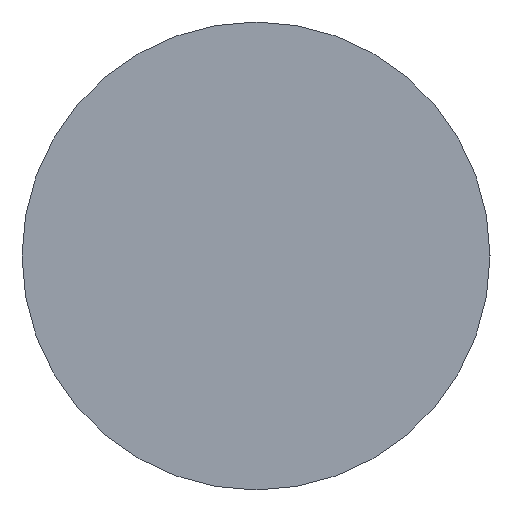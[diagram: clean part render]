
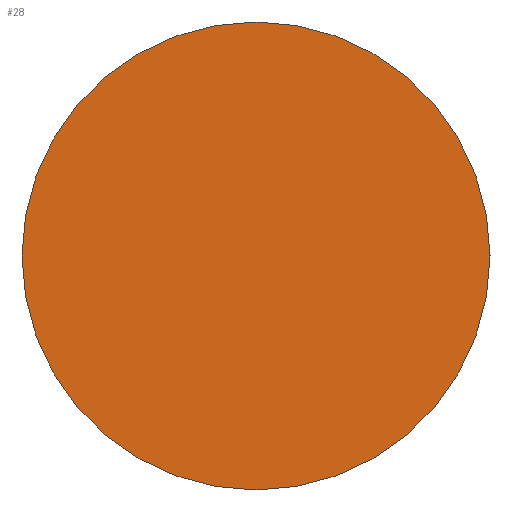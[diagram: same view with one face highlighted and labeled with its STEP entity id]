
A CAD part, left-side view. The second image highlights one B-rep face of the part: STEP entity #28.
In plain terms, the highlighted planar face has unit normal (-1, 0, 0).
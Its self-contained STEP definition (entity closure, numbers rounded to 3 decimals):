
#1 = AXIS2_PLACEMENT_3D ( 'NONE', #12, #6, #27 ) ;
#6 = DIRECTION ( 'NONE',  ( 1., 0., 0. ) ) ;
#12 = CARTESIAN_POINT ( 'NONE',  ( 0., 0., 0. ) ) ;
#15 = ORIENTED_EDGE ( 'NONE', *, *, #32, .F. ) ;
#19 = CARTESIAN_POINT ( 'NONE',  ( 0., 0., -1. ) ) ;
#24 = CIRCLE ( 'NONE', #43, 1. ) ;
#25 = DIRECTION ( 'NONE',  ( 0., 0., -1. ) ) ;
#27 = DIRECTION ( 'NONE',  ( 0., 0., -1. ) ) ;
#28 = ADVANCED_FACE ( 'NONE', ( #74 ), #105, .F. ) ;
#29 = DIRECTION ( 'NONE',  ( 1., 0., 0. ) ) ;
#32 = EDGE_CURVE ( 'NONE', #63, #34, #99, .T. ) ;
#34 = VERTEX_POINT ( 'NONE', #77 ) ;
#37 = CARTESIAN_POINT ( 'NONE',  ( 0., 0., 0. ) ) ;
#43 = AXIS2_PLACEMENT_3D ( 'NONE', #59, #29, #102 ) ;
#45 = ORIENTED_EDGE ( 'NONE', *, *, #118, .F. ) ;
#59 = CARTESIAN_POINT ( 'NONE',  ( 0., 0., 0. ) ) ;
#63 = VERTEX_POINT ( 'NONE', #19 ) ;
#70 = AXIS2_PLACEMENT_3D ( 'NONE', #37, #106, #25 ) ;
#72 = EDGE_LOOP ( 'NONE', ( #45, #15 ) ) ;
#74 = FACE_OUTER_BOUND ( 'NONE', #72, .T. ) ;
#77 = CARTESIAN_POINT ( 'NONE',  ( 0., 0., 1. ) ) ;
#99 = CIRCLE ( 'NONE', #1, 1. ) ;
#102 = DIRECTION ( 'NONE',  ( 0., 0., -1. ) ) ;
#105 = PLANE ( 'NONE',  #70 ) ;
#106 = DIRECTION ( 'NONE',  ( 1., 0., 0. ) ) ;
#118 = EDGE_CURVE ( 'NONE', #34, #63, #24, .T. ) ;
